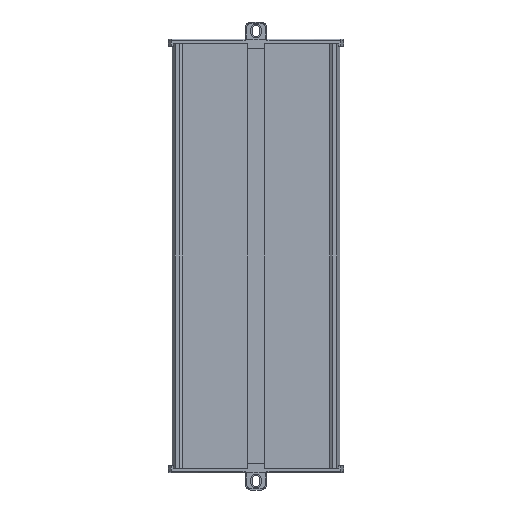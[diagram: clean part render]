
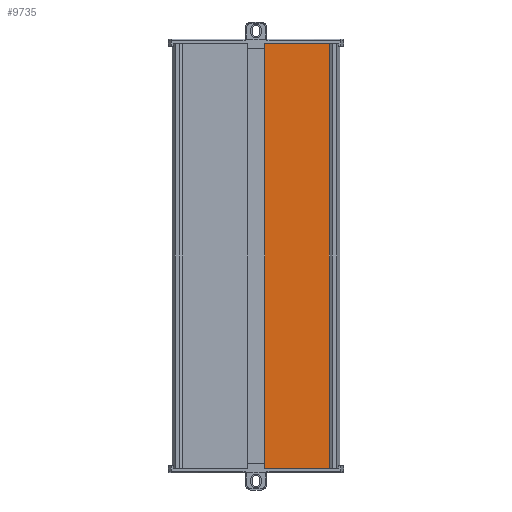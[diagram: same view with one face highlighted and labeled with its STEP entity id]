
A CAD part, front view. The second image highlights one B-rep face of the part: STEP entity #9735.
In plain terms, the highlighted planar face has unit normal (0, -1, 0).
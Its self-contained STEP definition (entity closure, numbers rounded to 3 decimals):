
#126 = DIRECTION ( 'NONE',  ( 0., 0., 1. ) ) ;
#444 = EDGE_CURVE ( 'NONE', #8573, #3134, #8830, .T. ) ;
#894 = AXIS2_PLACEMENT_3D ( 'NONE', #8903, #4778, #11023 ) ;
#1207 = DIRECTION ( 'NONE',  ( 0., 0., 1. ) ) ;
#1362 = ORIENTED_EDGE ( 'NONE', *, *, #444, .T. ) ;
#1629 = PLANE ( 'NONE',  #894 ) ;
#1646 = VERTEX_POINT ( 'NONE', #7746 ) ;
#1891 = CARTESIAN_POINT ( 'NONE',  ( 51.609, -1.653, 0. ) ) ;
#1978 = EDGE_LOOP ( 'NONE', ( #5931, #8171, #1362, #12999 ) ) ;
#2024 = LINE ( 'NONE', #7336, #10173 ) ;
#3134 = VERTEX_POINT ( 'NONE', #13182 ) ;
#4115 = CARTESIAN_POINT ( 'NONE',  ( 6.025, -1.653, -300. ) ) ;
#4778 = DIRECTION ( 'NONE',  ( 0., -1., 0. ) ) ;
#4840 = VECTOR ( 'NONE', #126, 1000. ) ;
#5523 = CARTESIAN_POINT ( 'NONE',  ( 51.609, -1.653, -300. ) ) ;
#5911 = VECTOR ( 'NONE', #13109, 1000. ) ;
#5931 = ORIENTED_EDGE ( 'NONE', *, *, #12413, .F. ) ;
#6162 = EDGE_CURVE ( 'NONE', #8573, #1646, #2024, .T. ) ;
#6454 = VECTOR ( 'NONE', #13298, 1000. ) ;
#7170 = VERTEX_POINT ( 'NONE', #1891 ) ;
#7336 = CARTESIAN_POINT ( 'NONE',  ( 6.025, -1.653, -300. ) ) ;
#7746 = CARTESIAN_POINT ( 'NONE',  ( 6.025, -1.653, 0. ) ) ;
#8060 = EDGE_CURVE ( 'NONE', #3134, #7170, #10058, .T. ) ;
#8171 = ORIENTED_EDGE ( 'NONE', *, *, #6162, .F. ) ;
#8573 = VERTEX_POINT ( 'NONE', #4115 ) ;
#8830 = LINE ( 'NONE', #9880, #5911 ) ;
#8903 = CARTESIAN_POINT ( 'NONE',  ( 6.025, -1.653, -300. ) ) ;
#9435 = FACE_OUTER_BOUND ( 'NONE', #1978, .T. ) ;
#9735 = ADVANCED_FACE ( 'NONE', ( #9435 ), #1629, .T. ) ;
#9880 = CARTESIAN_POINT ( 'NONE',  ( 6.025, -1.653, -300. ) ) ;
#10058 = LINE ( 'NONE', #5523, #4840 ) ;
#10173 = VECTOR ( 'NONE', #1207, 1000. ) ;
#11023 = DIRECTION ( 'NONE',  ( 0., 0., -1. ) ) ;
#11126 = CARTESIAN_POINT ( 'NONE',  ( 6.025, -1.653, 0. ) ) ;
#11495 = LINE ( 'NONE', #11126, #6454 ) ;
#12413 = EDGE_CURVE ( 'NONE', #1646, #7170, #11495, .T. ) ;
#12999 = ORIENTED_EDGE ( 'NONE', *, *, #8060, .T. ) ;
#13109 = DIRECTION ( 'NONE',  ( 1., 0., 0. ) ) ;
#13182 = CARTESIAN_POINT ( 'NONE',  ( 51.609, -1.653, -300. ) ) ;
#13298 = DIRECTION ( 'NONE',  ( 1., 0., 0. ) ) ;
